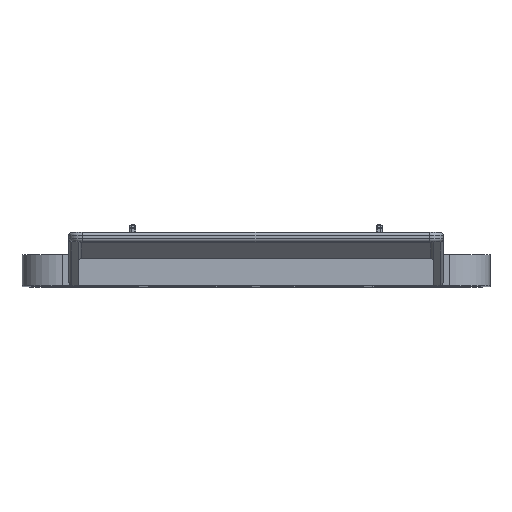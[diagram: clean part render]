
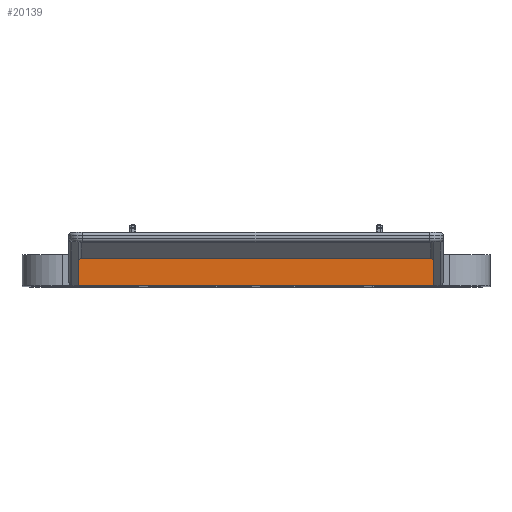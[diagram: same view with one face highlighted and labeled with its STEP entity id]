
A CAD part, top view. The second image highlights one B-rep face of the part: STEP entity #20139.
In plain terms, the highlighted planar face has unit normal (0, 0, 1).
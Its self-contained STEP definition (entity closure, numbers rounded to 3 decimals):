
#2321=FACE_OUTER_BOUND('',#3508,.T.);
#3508=EDGE_LOOP('',(#18036,#18037,#18038,#18039,#18040,#18041));
#4790=LINE('',#31439,#6744);
#5435=LINE('',#34415,#7389);
#5438=LINE('',#34420,#7392);
#5439=LINE('',#34422,#7393);
#6744=VECTOR('',#24714,10.);
#7389=VECTOR('',#28143,10.);
#7392=VECTOR('',#28148,10.);
#7393=VECTOR('',#28151,10.);
#7920=ELLIPSE('',#22204,1.414,1.);
#7924=ELLIPSE('',#22210,1.414,1.);
#8990=VERTEX_POINT('',#31436);
#8991=VERTEX_POINT('',#31438);
#9588=VERTEX_POINT('',#34391);
#9589=VERTEX_POINT('',#34393);
#9595=VERTEX_POINT('',#34408);
#9596=VERTEX_POINT('',#34410);
#11120=EDGE_CURVE('',#8991,#8990,#4790,.T.);
#12437=EDGE_CURVE('',#9589,#9588,#7920,.T.);
#12445=EDGE_CURVE('',#9596,#9595,#7924,.T.);
#12448=EDGE_CURVE('',#8990,#9589,#5435,.T.);
#12451=EDGE_CURVE('',#9588,#9596,#5438,.T.);
#12452=EDGE_CURVE('',#9595,#8991,#5439,.T.);
#18036=ORIENTED_EDGE('',*,*,#12437,.T.);
#18037=ORIENTED_EDGE('',*,*,#12451,.T.);
#18038=ORIENTED_EDGE('',*,*,#12445,.T.);
#18039=ORIENTED_EDGE('',*,*,#12452,.T.);
#18040=ORIENTED_EDGE('',*,*,#11120,.T.);
#18041=ORIENTED_EDGE('',*,*,#12448,.T.);
#19020=PLANE('',#22214);
#20139=ADVANCED_FACE('',(#2321),#19020,.T.);
#22204=AXIS2_PLACEMENT_3D('',#34394,#28120,#28121);
#22210=AXIS2_PLACEMENT_3D('',#34411,#28136,#28137);
#22214=AXIS2_PLACEMENT_3D('',#34421,#28149,#28150);
#24714=DIRECTION('',(1.,0.,0.));
#28120=DIRECTION('center_axis',(0.,0.,1.));
#28121=DIRECTION('ref_axis',(0.,1.,0.));
#28136=DIRECTION('center_axis',(0.,0.,1.));
#28137=DIRECTION('ref_axis',(0.,1.,0.));
#28143=DIRECTION('',(0.,1.,0.));
#28148=DIRECTION('',(-1.,0.,0.));
#28149=DIRECTION('center_axis',(0.,0.,1.));
#28150=DIRECTION('ref_axis',(1.,0.,0.));
#28151=DIRECTION('',(0.,-1.,0.));
#31436=CARTESIAN_POINT('',(57.,-12.917,115.));
#31438=CARTESIAN_POINT('',(-57.,-12.917,115.));
#31439=CARTESIAN_POINT('',(-75.,-12.917,115.));
#34391=CARTESIAN_POINT('',(56.,-4.16,115.));
#34393=CARTESIAN_POINT('',(57.,-5.574,115.));
#34394=CARTESIAN_POINT('Origin',(56.,-5.574,115.));
#34408=CARTESIAN_POINT('',(-57.,-5.574,115.));
#34410=CARTESIAN_POINT('',(-56.,-4.16,115.));
#34411=CARTESIAN_POINT('Origin',(-56.,-5.574,115.));
#34415=CARTESIAN_POINT('',(57.,-9.4,115.));
#34420=CARTESIAN_POINT('',(-37.5,-4.16,115.));
#34421=CARTESIAN_POINT('Origin',(-75.,-12.917,115.));
#34422=CARTESIAN_POINT('',(-57.,-9.4,115.));
